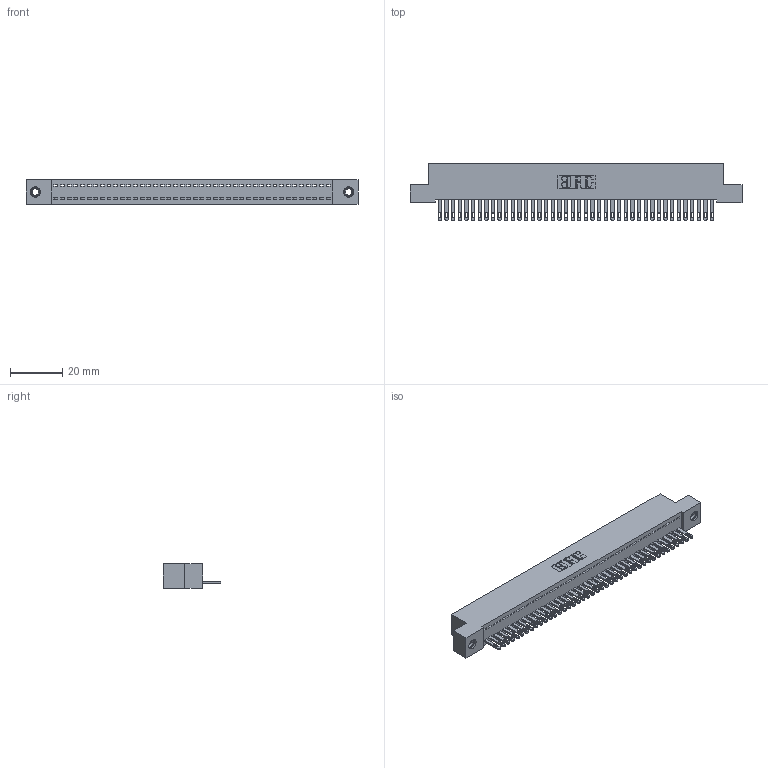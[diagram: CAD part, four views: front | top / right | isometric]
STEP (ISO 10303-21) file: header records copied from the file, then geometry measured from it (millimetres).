
FILE_DESCRIPTION (( 'STEP AP203' ), '1' );
FILE_NAME ('342-042-500-107.STEP', '2018-08-12T02:05:50', ( '' ), ( '' ), 'SwSTEP 2.0', 'SolidWorks 2016', '' );
FILE_SCHEMA (( 'CONFIG_CONTROL_DESIGN' ));
Length unit declared in the file: inch
Products named in the file (4): 342 Part_TI; 345-292-001_345-293-100; 345-250-001_345-250-005-103; 342-042-500-107
Assembly tree (45 placements, depth 2):
  342-042-500-107
    342 Part_TI
    345-292-001_345-293-100  x42
    345-250-001_345-250-005-103  x2
Bounding box: 127 x 21.85 x 9.4 mm (x, y, z)
Volume: 11148.7 mm3; surface area: 16486.2 mm2
Topology: 45 solids, 45 shells, 2438 faces, 7491 edges, 4986 vertices
Faces by surface type: plane 1610, cylinder 812, cone 12, torus 4
Entity records: 26660 total; most frequent: CARTESIAN_POINT 4579, ORIENTED_EDGE 4550, DIRECTION 3897, EDGE_CURVE 2275, LINE 2123, VECTOR 2123, VERTEX_POINT 1512, AXIS2_PLACEMENT_3D 887
